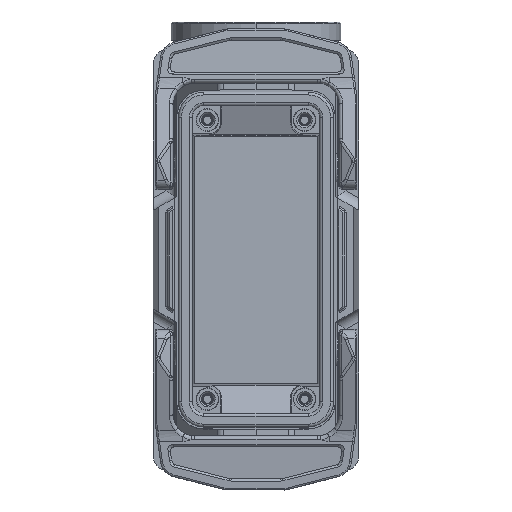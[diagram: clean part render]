
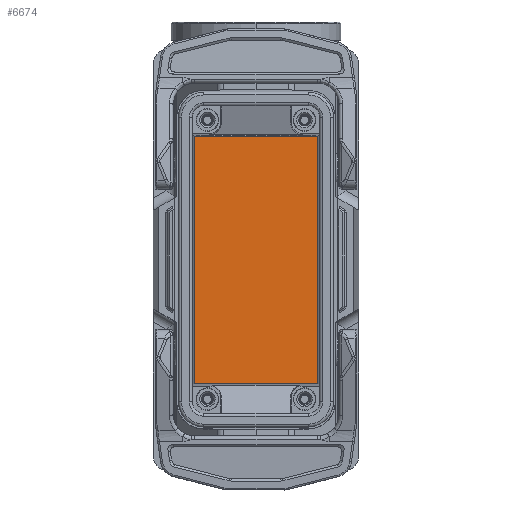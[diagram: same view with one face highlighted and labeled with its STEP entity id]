
A CAD part, top view. The second image highlights one B-rep face of the part: STEP entity #6674.
In plain terms, the highlighted planar face has unit normal (0, 0, 1).
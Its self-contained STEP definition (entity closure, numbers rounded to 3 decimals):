
#6661=AXIS2_PLACEMENT_3D('Plane Axis2P3D',#6658,#6659,#6660) ;
#6112=CARTESIAN_POINT('Vertex',(11.374,98.305,5.)) ;
#6115=CARTESIAN_POINT('Line Origine',(28.5,98.305,5.)) ;
#6119=CARTESIAN_POINT('Vertex',(45.626,98.305,5.)) ;
#6264=CARTESIAN_POINT('Line Origine',(45.626,64.,5.)) ;
#6268=CARTESIAN_POINT('Vertex',(45.626,29.695,5.)) ;
#6627=CARTESIAN_POINT('Vertex',(11.374,29.695,5.)) ;
#6630=CARTESIAN_POINT('Line Origine',(11.374,64.,5.)) ;
#6658=CARTESIAN_POINT('Axis2P3D Location',(51.285,150.75,5.)) ;
#6663=CARTESIAN_POINT('Line Origine',(28.5,29.695,5.)) ;
#6116=DIRECTION('Vector Direction',(1.,0.,0.)) ;
#6265=DIRECTION('Vector Direction',(0.,-1.,0.)) ;
#6631=DIRECTION('Vector Direction',(0.,1.,0.)) ;
#6659=DIRECTION('Axis2P3D Direction',(0.,0.,1.)) ;
#6660=DIRECTION('Axis2P3D XDirection',(-1.,0.,0.)) ;
#6664=DIRECTION('Vector Direction',(-1.,0.,0.)) ;
#6117=VECTOR('Line Direction',#6116,1.) ;
#6266=VECTOR('Line Direction',#6265,1.) ;
#6632=VECTOR('Line Direction',#6631,1.) ;
#6665=VECTOR('Line Direction',#6664,1.) ;
#6669=ORIENTED_EDGE('',*,*,#6270,.F.) ;
#6670=ORIENTED_EDGE('',*,*,#6121,.F.) ;
#6671=ORIENTED_EDGE('',*,*,#6634,.F.) ;
#6672=ORIENTED_EDGE('',*,*,#6667,.F.) ;
#6674=ADVANCED_FACE('MANIFOLD_SOLID_BREP #108',(#6673),#6662,.T.) ;
#6121=EDGE_CURVE('',#6113,#6120,#6118,.T.) ;
#6270=EDGE_CURVE('',#6120,#6269,#6267,.T.) ;
#6634=EDGE_CURVE('',#6628,#6113,#6633,.T.) ;
#6667=EDGE_CURVE('',#6269,#6628,#6666,.T.) ;
#6668=EDGE_LOOP('',(#6669,#6670,#6671,#6672)) ;
#6673=FACE_OUTER_BOUND('',#6668,.T.) ;
#6118=LINE('Line',#6115,#6117) ;
#6267=LINE('Line',#6264,#6266) ;
#6633=LINE('Line',#6630,#6632) ;
#6666=LINE('Line',#6663,#6665) ;
#6662=PLANE('',#6661) ;
#6113=VERTEX_POINT('',#6112) ;
#6120=VERTEX_POINT('',#6119) ;
#6269=VERTEX_POINT('',#6268) ;
#6628=VERTEX_POINT('',#6627) ;
